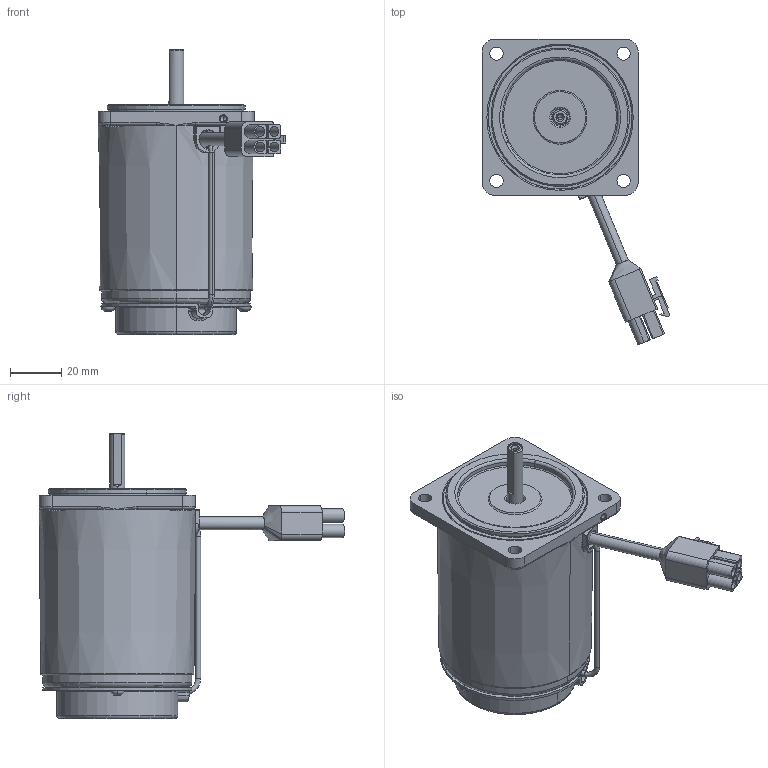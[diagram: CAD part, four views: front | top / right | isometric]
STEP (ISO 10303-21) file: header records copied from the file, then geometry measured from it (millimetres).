
FILE_DESCRIPTION (( 'STEP AP203' ), '1' );
FILE_NAME ('(夹非珇)M206-0〖〖(5C〖10〖0000Z0).STEP', '2017-12-29T11:24:54', ( '' ), ( '' ), 'SwSTEP 2.0', 'SolidWorks 2010', '' );
FILE_SCHEMA (( 'CONFIG_CONTROL_DESIGN' ));
Length unit declared in the file: millimetre
Products named in the file (10): M206-RK-R_Default; 線_06W; 公端子; 發電機; (夹非珇)M206-0〖〖(5C〖10〖0000Z0); C254_Default; 06A_0成品; 線扣; 線和頭_06W; 丸頭十字螺絲M3x6_B18.6.7M - M3 x 0.5 x 8 Type I Cross Recessed PHMS --8C
Assembly tree (10 placements, depth 3):
  (夹非珇)M206-0〖〖(5C〖10〖0000Z0)
    線和頭_06W
      公端子
      線_06W
    發電機
    線扣
    C254_Default
    06A_0成品
    丸頭十字螺絲M3x6_B18.6.7M - M3 x 0.5 x 8 Type I Cross Recessed PHMS --8C  x2
    M206-RK-R_Default
Bounding box: 73.2 x 118.98 x 111 mm (x, y, z)
Volume: 81235.8 mm3; surface area: 56016.7 mm2
Topology: 9 solids, 9 shells, 478 faces, 1238 edges, 779 vertices
Faces by surface type: cylinder 197, plane 166, torus 54, cone 35, bspline 18, sphere 8
Entity records: 18483 total; most frequent: CARTESIAN_POINT 6140, DIRECTION 2515, ORIENTED_EDGE 2292, EDGE_CURVE 1146, AXIS2_PLACEMENT_3D 1015, VERTEX_POINT 731, CIRCLE 570, EDGE_LOOP 523
